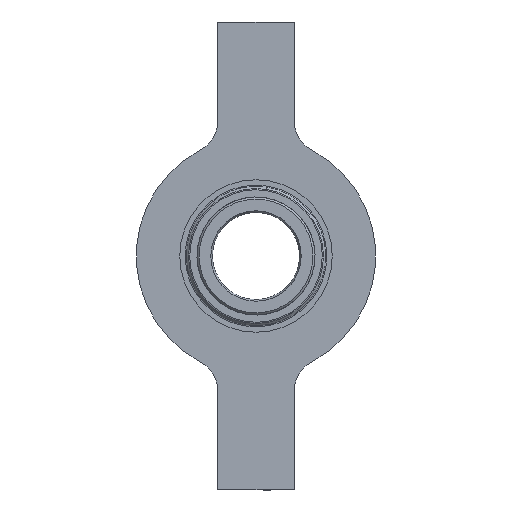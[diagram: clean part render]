
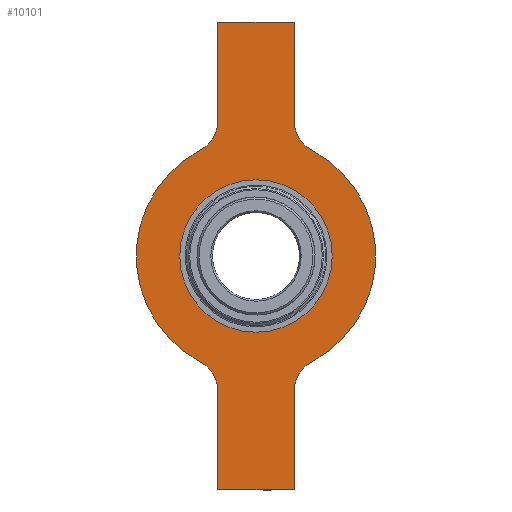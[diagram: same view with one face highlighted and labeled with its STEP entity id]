
A CAD part, front view. The second image highlights one B-rep face of the part: STEP entity #10101.
In plain terms, the highlighted planar face has unit normal (0, -1, 0).
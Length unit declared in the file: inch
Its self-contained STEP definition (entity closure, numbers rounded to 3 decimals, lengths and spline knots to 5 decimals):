
#152 = DIRECTION ( 'NONE',  ( 0., 1., 0. ) ) ;
#187 = CIRCLE ( 'NONE', #9341, 0.27559 ) ;
#282 = VERTEX_POINT ( 'NONE', #4509 ) ;
#318 = CARTESIAN_POINT ( 'NONE',  ( -0.25591, 0., -0.48817 ) ) ;
#418 = DIRECTION ( 'NONE',  ( 0., 0., 1. ) ) ;
#433 = CARTESIAN_POINT ( 'NONE',  ( -0.1378, 0., -0.41056 ) ) ;
#462 = VECTOR ( 'NONE', #8730, 39.37008 ) ;
#535 = VECTOR ( 'NONE', #1608, 39.37008 ) ;
#605 = LINE ( 'NONE', #8760, #8161 ) ;
#775 = ORIENTED_EDGE ( 'NONE', *, *, #9970, .F. ) ;
#854 = CIRCLE ( 'NONE', #6186, 0.43307 ) ;
#960 = ORIENTED_EDGE ( 'NONE', *, *, #8034, .F. ) ;
#1005 = ORIENTED_EDGE ( 'NONE', *, *, #2065, .T. ) ;
#1085 = CIRCLE ( 'NONE', #8166, 0.11811 ) ;
#1167 = DIRECTION ( 'NONE',  ( 0., 1., 0. ) ) ;
#1332 = VERTEX_POINT ( 'NONE', #8929 ) ;
#1455 = FACE_BOUND ( 'NONE', #3747, .T. ) ;
#1504 = DIRECTION ( 'NONE',  ( 0., -1., 0. ) ) ;
#1559 = DIRECTION ( 'NONE',  ( 0., 1., 0. ) ) ;
#1608 = DIRECTION ( 'NONE',  ( 1., 0., 0. ) ) ;
#1618 = CARTESIAN_POINT ( 'NONE',  ( 0.1378, 0., 0.48817 ) ) ;
#1662 = LINE ( 'NONE', #2245, #1914 ) ;
#1730 = CIRCLE ( 'NONE', #2972, 0.11811 ) ;
#1914 = VECTOR ( 'NONE', #8187, 39.37008 ) ;
#1982 = CARTESIAN_POINT ( 'NONE',  ( 0., 0., 0. ) ) ;
#2003 = VERTEX_POINT ( 'NONE', #7791 ) ;
#2065 = EDGE_CURVE ( 'NONE', #2776, #5098, #1730, .T. ) ;
#2241 = CARTESIAN_POINT ( 'NONE',  ( 0.1378, 0., -0.48817 ) ) ;
#2245 = CARTESIAN_POINT ( 'NONE',  ( -0.1378, 0., -0.84646 ) ) ;
#2494 = AXIS2_PLACEMENT_3D ( 'NONE', #10931, #1559, #4076 ) ;
#2523 = ORIENTED_EDGE ( 'NONE', *, *, #6347, .T. ) ;
#2776 = VERTEX_POINT ( 'NONE', #6301 ) ;
#2835 = DIRECTION ( 'NONE',  ( 0., 0., -1. ) ) ;
#2972 = AXIS2_PLACEMENT_3D ( 'NONE', #7825, #152, #3600 ) ;
#2987 = EDGE_CURVE ( 'NONE', #10953, #7632, #9974, .T. ) ;
#3117 = EDGE_CURVE ( 'NONE', #9412, #10192, #10901, .T. ) ;
#3280 = DIRECTION ( 'NONE',  ( 0., 0., 1. ) ) ;
#3467 = DIRECTION ( 'NONE',  ( 0., 0., -1. ) ) ;
#3504 = CARTESIAN_POINT ( 'NONE',  ( 0.1378, 0., 0.41056 ) ) ;
#3600 = DIRECTION ( 'NONE',  ( 0., 0., 1. ) ) ;
#3747 = EDGE_LOOP ( 'NONE', ( #7049, #5530 ) ) ;
#3778 = DIRECTION ( 'NONE',  ( 0., -1., 0. ) ) ;
#3854 = CARTESIAN_POINT ( 'NONE',  ( -0.20107, 0., -0.38356 ) ) ;
#3872 = CARTESIAN_POINT ( 'NONE',  ( 0.20107, 0., 0.38356 ) ) ;
#3940 = DIRECTION ( 'NONE',  ( 0., 0., 1. ) ) ;
#3965 = CARTESIAN_POINT ( 'NONE',  ( 0.1378, 0., 0.84646 ) ) ;
#3988 = AXIS2_PLACEMENT_3D ( 'NONE', #4714, #1504, #5722 ) ;
#4076 = DIRECTION ( 'NONE',  ( 0., 0., 1. ) ) ;
#4114 = ORIENTED_EDGE ( 'NONE', *, *, #10469, .F. ) ;
#4200 = EDGE_CURVE ( 'NONE', #7435, #7632, #1085, .T. ) ;
#4236 = CARTESIAN_POINT ( 'NONE',  ( 0., 0., 0. ) ) ;
#4333 = ORIENTED_EDGE ( 'NONE', *, *, #9337, .F. ) ;
#4361 = CARTESIAN_POINT ( 'NONE',  ( -0.20107, 0., 0.38356 ) ) ;
#4449 = DIRECTION ( 'NONE',  ( 0., 0., 1. ) ) ;
#4452 = EDGE_CURVE ( 'NONE', #7435, #282, #605, .T. ) ;
#4507 = VECTOR ( 'NONE', #3467, 39.37008 ) ;
#4509 = CARTESIAN_POINT ( 'NONE',  ( 0.1378, 0., -0.84646 ) ) ;
#4650 = ORIENTED_EDGE ( 'NONE', *, *, #5330, .F. ) ;
#4714 = CARTESIAN_POINT ( 'NONE',  ( 0., 0., 0. ) ) ;
#4894 = ORIENTED_EDGE ( 'NONE', *, *, #2987, .F. ) ;
#5098 = VERTEX_POINT ( 'NONE', #4361 ) ;
#5161 = LINE ( 'NONE', #3504, #4507 ) ;
#5175 = AXIS2_PLACEMENT_3D ( 'NONE', #4236, #5229, #10322 ) ;
#5178 = AXIS2_PLACEMENT_3D ( 'NONE', #1982, #5612, #3940 ) ;
#5229 = DIRECTION ( 'NONE',  ( 0., 1., 0. ) ) ;
#5330 = EDGE_CURVE ( 'NONE', #282, #1332, #1662, .T. ) ;
#5375 = DIRECTION ( 'NONE',  ( 0., 0., -1. ) ) ;
#5425 = VERTEX_POINT ( 'NONE', #1618 ) ;
#5509 = LINE ( 'NONE', #433, #9088 ) ;
#5510 = CARTESIAN_POINT ( 'NONE',  ( 0., 0., 0. ) ) ;
#5530 = ORIENTED_EDGE ( 'NONE', *, *, #5902, .F. ) ;
#5540 = ORIENTED_EDGE ( 'NONE', *, *, #4452, .F. ) ;
#5566 = DIRECTION ( 'NONE',  ( 0., 0., 1. ) ) ;
#5612 = DIRECTION ( 'NONE',  ( 0., 1., 0. ) ) ;
#5722 = DIRECTION ( 'NONE',  ( 0., 0., -1. ) ) ;
#5850 = EDGE_CURVE ( 'NONE', #7005, #9400, #187, .T. ) ;
#5902 = EDGE_CURVE ( 'NONE', #9400, #7005, #9761, .T. ) ;
#6175 = EDGE_CURVE ( 'NONE', #1332, #10192, #5509, .T. ) ;
#6186 = AXIS2_PLACEMENT_3D ( 'NONE', #8904, #9754, #418 ) ;
#6263 = PLANE ( 'NONE',  #5178 ) ;
#6301 = CARTESIAN_POINT ( 'NONE',  ( -0.1378, 0., 0.48817 ) ) ;
#6347 = EDGE_CURVE ( 'NONE', #10953, #5425, #9640, .T. ) ;
#6642 = CARTESIAN_POINT ( 'NONE',  ( 0.20107, 0., -0.38356 ) ) ;
#6932 = CARTESIAN_POINT ( 'NONE',  ( -0.1378, 0., 0.41056 ) ) ;
#7005 = VERTEX_POINT ( 'NONE', #10606 ) ;
#7048 = LINE ( 'NONE', #10983, #535 ) ;
#7049 = ORIENTED_EDGE ( 'NONE', *, *, #5850, .F. ) ;
#7071 = EDGE_LOOP ( 'NONE', ( #9023, #4650, #5540, #10504, #4894, #2523, #775, #4114, #960, #1005, #4333, #8725 ) ) ;
#7435 = VERTEX_POINT ( 'NONE', #2241 ) ;
#7632 = VERTEX_POINT ( 'NONE', #6642 ) ;
#7791 = CARTESIAN_POINT ( 'NONE',  ( -0.1378, 0., 0.84646 ) ) ;
#7825 = CARTESIAN_POINT ( 'NONE',  ( -0.25591, 0., 0.48817 ) ) ;
#8024 = AXIS2_PLACEMENT_3D ( 'NONE', #318, #1167, #4449 ) ;
#8034 = EDGE_CURVE ( 'NONE', #2776, #2003, #8680, .T. ) ;
#8161 = VECTOR ( 'NONE', #5375, 39.37008 ) ;
#8166 = AXIS2_PLACEMENT_3D ( 'NONE', #9224, #8224, #3280 ) ;
#8187 = DIRECTION ( 'NONE',  ( -1., 0., 0. ) ) ;
#8224 = DIRECTION ( 'NONE',  ( 0., 1., 0. ) ) ;
#8680 = LINE ( 'NONE', #6932, #462 ) ;
#8725 = ORIENTED_EDGE ( 'NONE', *, *, #3117, .T. ) ;
#8730 = DIRECTION ( 'NONE',  ( 0., 0., 1. ) ) ;
#8760 = CARTESIAN_POINT ( 'NONE',  ( 0.1378, 0., -0.41056 ) ) ;
#8818 = CARTESIAN_POINT ( 'NONE',  ( -0.1378, 0., -0.48817 ) ) ;
#8904 = CARTESIAN_POINT ( 'NONE',  ( 0., 0., 0. ) ) ;
#8929 = CARTESIAN_POINT ( 'NONE',  ( -0.1378, 0., -0.84646 ) ) ;
#9023 = ORIENTED_EDGE ( 'NONE', *, *, #6175, .F. ) ;
#9088 = VECTOR ( 'NONE', #5566, 39.37008 ) ;
#9129 = VERTEX_POINT ( 'NONE', #3965 ) ;
#9224 = CARTESIAN_POINT ( 'NONE',  ( 0.25591, 0., -0.48817 ) ) ;
#9337 = EDGE_CURVE ( 'NONE', #9412, #5098, #854, .T. ) ;
#9341 = AXIS2_PLACEMENT_3D ( 'NONE', #5510, #3778, #2835 ) ;
#9400 = VERTEX_POINT ( 'NONE', #10634 ) ;
#9412 = VERTEX_POINT ( 'NONE', #3854 ) ;
#9640 = CIRCLE ( 'NONE', #2494, 0.11811 ) ;
#9754 = DIRECTION ( 'NONE',  ( 0., 1., 0. ) ) ;
#9761 = CIRCLE ( 'NONE', #3988, 0.27559 ) ;
#9970 = EDGE_CURVE ( 'NONE', #9129, #5425, #5161, .T. ) ;
#9974 = CIRCLE ( 'NONE', #5175, 0.43307 ) ;
#10101 = ADVANCED_FACE ( 'NONE', ( #10612, #1455 ), #6263, .F. ) ;
#10192 = VERTEX_POINT ( 'NONE', #8818 ) ;
#10322 = DIRECTION ( 'NONE',  ( 0., 0., 1. ) ) ;
#10469 = EDGE_CURVE ( 'NONE', #2003, #9129, #7048, .T. ) ;
#10504 = ORIENTED_EDGE ( 'NONE', *, *, #4200, .T. ) ;
#10606 = CARTESIAN_POINT ( 'NONE',  ( 0., 0., -0.27559 ) ) ;
#10612 = FACE_OUTER_BOUND ( 'NONE', #7071, .T. ) ;
#10634 = CARTESIAN_POINT ( 'NONE',  ( 0., 0., 0.27559 ) ) ;
#10901 = CIRCLE ( 'NONE', #8024, 0.11811 ) ;
#10931 = CARTESIAN_POINT ( 'NONE',  ( 0.25591, 0., 0.48817 ) ) ;
#10953 = VERTEX_POINT ( 'NONE', #3872 ) ;
#10983 = CARTESIAN_POINT ( 'NONE',  ( -0.1378, 0., 0.84646 ) ) ;
